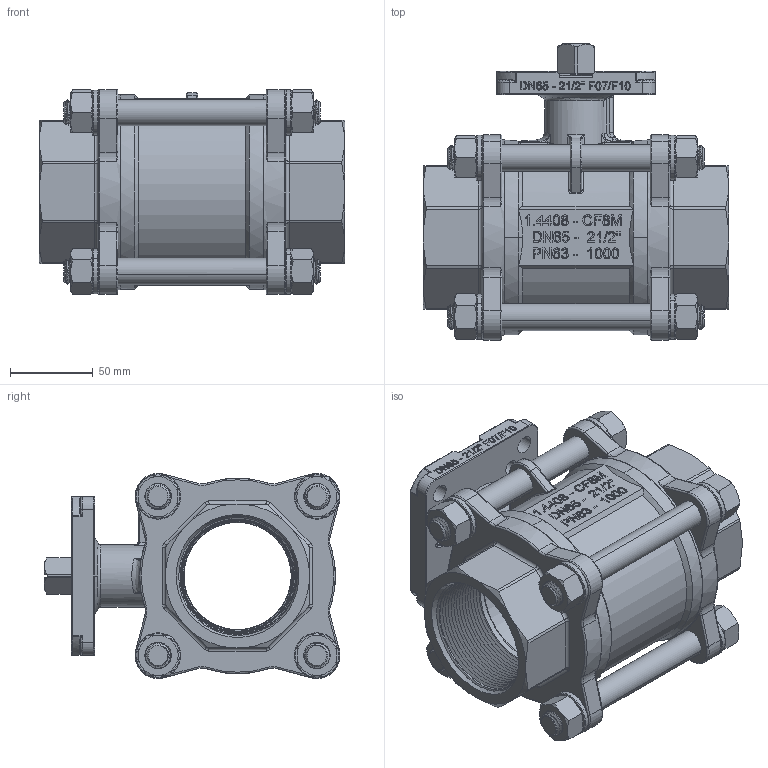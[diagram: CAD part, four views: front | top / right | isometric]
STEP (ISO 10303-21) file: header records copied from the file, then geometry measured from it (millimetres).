
FILE_DESCRIPTION (( 'STEP AP203' ), '1' );
FILE_NAME ('JV-35J (AOM).STEP', '2012-08-09T07:27:43', ( 'TULIPA' ), ( 'TULIPA' ), 'SwSTEP 2.0', 'SolidWorks 2005179', '' );
FILE_SCHEMA (( 'CONFIG_CONTROL_DESIGN' ));
Length unit declared in the file: millimetre
Products named in the file (1): JV-35J (AOM)
Bounding box: 185 x 179.17 x 124.06 mm (x, y, z)
Volume: 1238694.9 mm3; surface area: 379260.3 mm2
Topology: 39 solids, 39 shells, 1939 faces, 4869 edges, 3062 vertices
Faces by surface type: plane 551, cylinder 520, bspline 375, cone 332, torus 149, sphere 12
Entity records: 152620 total; most frequent: CARTESIAN_POINT 109749, ORIENTED_EDGE 9670, DIRECTION 7728, EDGE_CURVE 4835, VERTEX_POINT 3054, AXIS2_PLACEMENT_3D 2827, EDGE_LOOP 2131, VECTOR 2074
